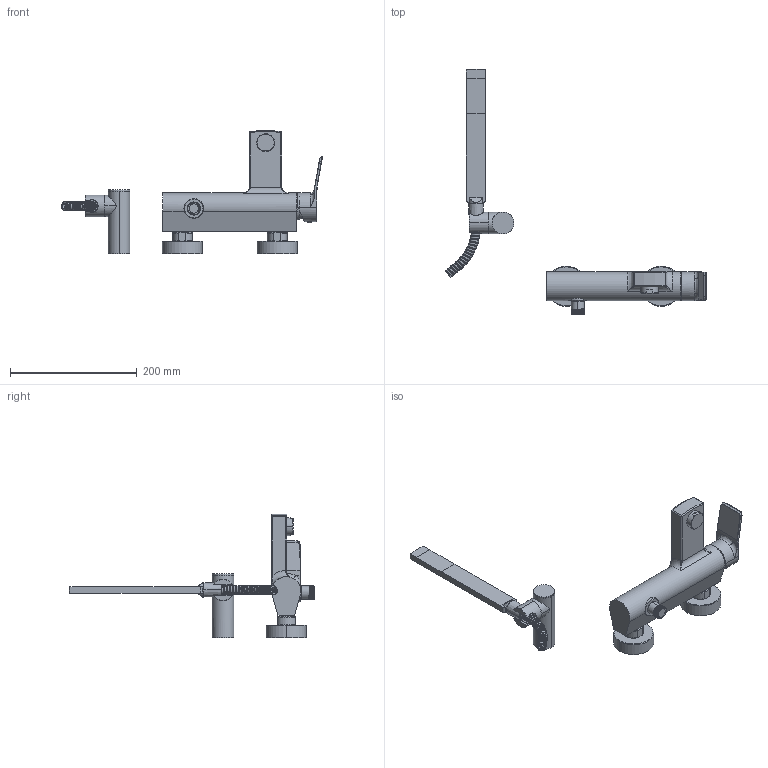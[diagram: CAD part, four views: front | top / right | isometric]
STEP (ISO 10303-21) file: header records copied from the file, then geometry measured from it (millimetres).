
FILE_DESCRIPTION((''),'2;1');
FILE_NAME('TI023CR','2021-11-08T17:21:39',('ut3'),('PAFFONI SpA'),'CREO PARAMETRIC BY PTC INC, 2020044','CREO PARAMETRIC BY PTC INC, 2020044','');
FILE_SCHEMA(('CONFIG_CONTROL_DESIGN','SHAPE_APPEARANCE_LAYERS_GROUPS'));
Products named in the file (1): TI023CR
Bounding box: 412.38 x 387.89 x 195.2 mm (x, y, z)
Volume: 639268.2 mm3; surface area: 226507.4 mm2
Topology: 4 solids, 4 shells, 622 faces, 1490 edges, 929 vertices
Faces by surface type: plane 251, cylinder 190, bspline 74, cone 47, torus 46, sphere 14
Entity records: 52417 total; most frequent: CARTESIAN_POINT 33569, ORIENTED_EDGE 2970, DIRECTION 2867, EDGE_CURVE 1485, AXIS2_PLACEMENT_3D 1090, VERTEX_POINT 928, EDGE_LOOP 691, VECTOR 687
